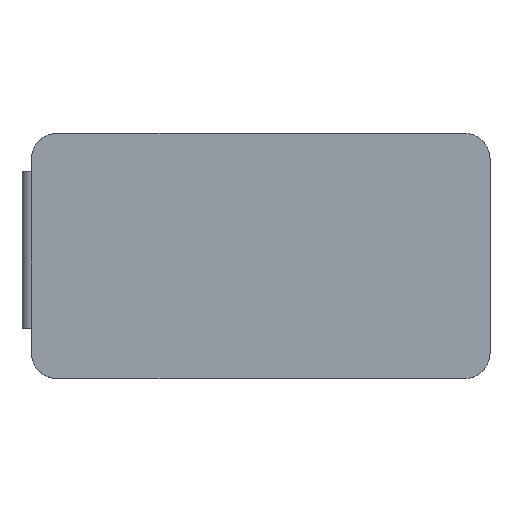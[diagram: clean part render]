
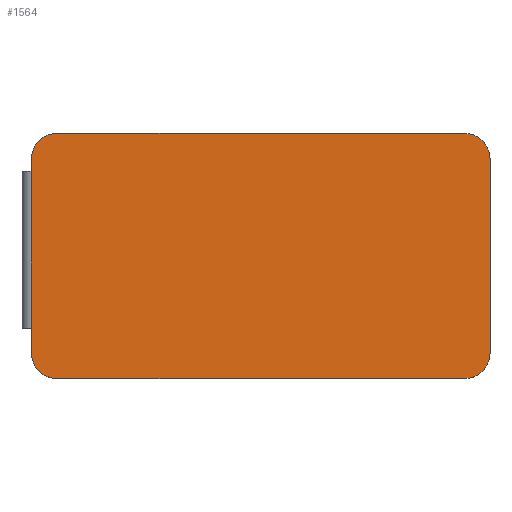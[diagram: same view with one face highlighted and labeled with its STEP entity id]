
A CAD part, top view. The second image highlights one B-rep face of the part: STEP entity #1564.
In plain terms, the highlighted planar face has unit normal (0, 0, 1).
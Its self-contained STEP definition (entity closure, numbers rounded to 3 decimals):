
#43=CIRCLE('',#1664,2.);
#44=CIRCLE('',#1666,2.);
#45=CIRCLE('',#1669,2.);
#46=CIRCLE('',#1672,2.);
#156=FACE_OUTER_BOUND('',#232,.T.);
#232=EDGE_LOOP('',(#1312,#1313,#1314,#1315,#1316,#1317,#1318,#1319));
#403=LINE('',#2426,#597);
#416=LINE('',#2465,#610);
#419=LINE('',#2475,#613);
#422=LINE('',#2483,#616);
#597=VECTOR('',#1972,10.);
#610=VECTOR('',#2005,10.);
#613=VECTOR('',#2018,10.);
#616=VECTOR('',#2027,10.);
#750=VERTEX_POINT('',#2423);
#751=VERTEX_POINT('',#2425);
#766=VERTEX_POINT('',#2462);
#767=VERTEX_POINT('',#2464);
#768=VERTEX_POINT('',#2470);
#769=VERTEX_POINT('',#2474);
#770=VERTEX_POINT('',#2478);
#771=VERTEX_POINT('',#2482);
#945=EDGE_CURVE('',#751,#750,#403,.T.);
#966=EDGE_CURVE('',#767,#766,#416,.T.);
#968=EDGE_CURVE('',#750,#767,#43,.T.);
#969=EDGE_CURVE('',#768,#751,#44,.T.);
#971=EDGE_CURVE('',#769,#768,#419,.T.);
#973=EDGE_CURVE('',#770,#769,#45,.T.);
#975=EDGE_CURVE('',#771,#770,#422,.T.);
#977=EDGE_CURVE('',#766,#771,#46,.T.);
#1312=ORIENTED_EDGE('',*,*,#977,.T.);
#1313=ORIENTED_EDGE('',*,*,#975,.T.);
#1314=ORIENTED_EDGE('',*,*,#973,.T.);
#1315=ORIENTED_EDGE('',*,*,#971,.T.);
#1316=ORIENTED_EDGE('',*,*,#969,.T.);
#1317=ORIENTED_EDGE('',*,*,#945,.T.);
#1318=ORIENTED_EDGE('',*,*,#968,.T.);
#1319=ORIENTED_EDGE('',*,*,#966,.T.);
#1495=PLANE('',#1673);
#1564=ADVANCED_FACE('',(#156),#1495,.T.);
#1664=AXIS2_PLACEMENT_3D('',#2468,#2009,#2010);
#1666=AXIS2_PLACEMENT_3D('',#2471,#2013,#2014);
#1669=AXIS2_PLACEMENT_3D('',#2479,#2022,#2023);
#1672=AXIS2_PLACEMENT_3D('',#2486,#2031,#2032);
#1673=AXIS2_PLACEMENT_3D('',#2487,#2033,#2034);
#1972=DIRECTION('',(0.,-1.,0.));
#2005=DIRECTION('',(1.,0.,0.));
#2009=DIRECTION('center_axis',(0.,0.,1.));
#2010=DIRECTION('ref_axis',(-1.,0.,0.));
#2013=DIRECTION('center_axis',(0.,0.,1.));
#2014=DIRECTION('ref_axis',(0.,1.,0.));
#2018=DIRECTION('',(-1.,0.,0.));
#2022=DIRECTION('center_axis',(0.,0.,1.));
#2023=DIRECTION('ref_axis',(1.,0.,0.));
#2027=DIRECTION('',(0.,1.,0.));
#2031=DIRECTION('center_axis',(0.,0.,1.));
#2032=DIRECTION('ref_axis',(0.,-1.,0.));
#2033=DIRECTION('center_axis',(0.,0.,1.));
#2034=DIRECTION('ref_axis',(1.,0.,0.));
#2423=CARTESIAN_POINT('',(-9.,-7.695,1.46));
#2425=CARTESIAN_POINT('',(-9.,7.695,1.46));
#2426=CARTESIAN_POINT('',(-9.,-7.695,1.46));
#2462=CARTESIAN_POINT('',(25.28,-9.695,1.46));
#2464=CARTESIAN_POINT('',(-7.,-9.695,1.46));
#2465=CARTESIAN_POINT('',(25.28,-9.695,1.46));
#2468=CARTESIAN_POINT('Origin',(-7.,-7.695,1.46));
#2470=CARTESIAN_POINT('',(-7.,9.695,1.46));
#2471=CARTESIAN_POINT('Origin',(-7.,7.695,1.46));
#2474=CARTESIAN_POINT('',(25.28,9.695,1.46));
#2475=CARTESIAN_POINT('',(-7.,9.695,1.46));
#2478=CARTESIAN_POINT('',(27.28,7.695,1.46));
#2479=CARTESIAN_POINT('Origin',(25.28,7.695,1.46));
#2482=CARTESIAN_POINT('',(27.28,-7.695,1.46));
#2483=CARTESIAN_POINT('',(27.28,7.695,1.46));
#2486=CARTESIAN_POINT('Origin',(25.28,-7.695,1.46));
#2487=CARTESIAN_POINT('Origin',(9.14,0.,1.46));
